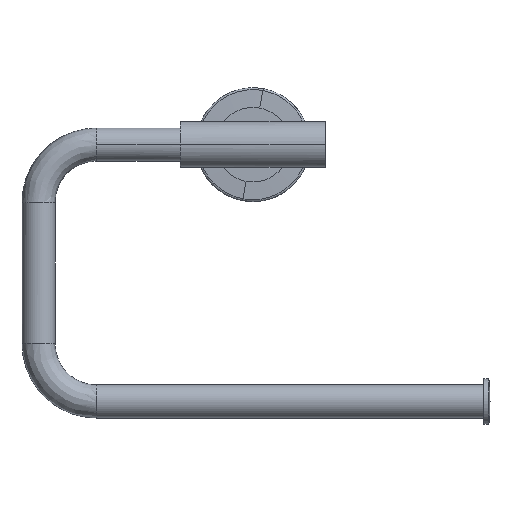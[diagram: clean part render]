
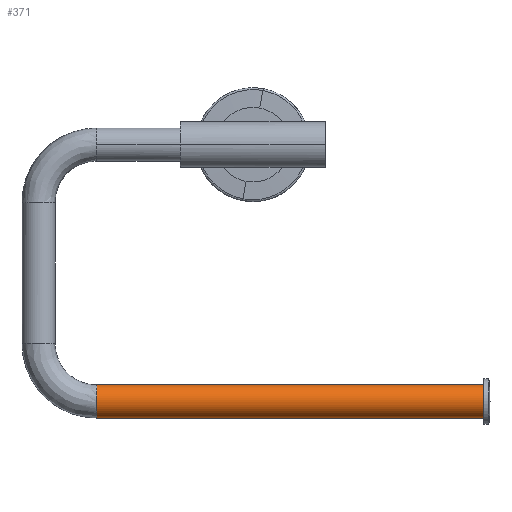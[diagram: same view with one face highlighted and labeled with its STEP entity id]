
A CAD part, front view. The second image highlights one B-rep face of the part: STEP entity #371.
In plain terms, the highlighted cylindrical face has radius 8 mm (diameter 16 mm), a partial arc.
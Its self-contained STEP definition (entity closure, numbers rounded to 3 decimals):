
#371=ADVANCED_FACE('',(#795),#6443,.T.);
#795=FACE_OUTER_BOUND('',#1247,.T.);
#1247=EDGE_LOOP('',(#2874,#2875,#2876,#2877));
#2874=ORIENTED_EDGE('',*,*,#4217,.F.);
#2875=ORIENTED_EDGE('',*,*,#4190,.F.);
#2876=ORIENTED_EDGE('',*,*,#4219,.F.);
#2877=ORIENTED_EDGE('',*,*,#4220,.T.);
#4190=EDGE_CURVE('',#5999,#6000,#5393,.T.);
#4217=EDGE_CURVE('',#6000,#6013,#4891,.T.);
#4219=EDGE_CURVE('',#6014,#5999,#4892,.T.);
#4220=EDGE_CURVE('',#6014,#6013,#5409,.T.);
#4891=B_SPLINE_CURVE_WITH_KNOTS('',1,(#18894,#18895),.UNSPECIFIED.,.F.,
 .F.,(2,2),(0.,187.),.UNSPECIFIED.);
#4892=B_SPLINE_CURVE_WITH_KNOTS('',1,(#18901,#18902),.UNSPECIFIED.,.F.,
 .F.,(2,2),(0.,187.),.UNSPECIFIED.);
#5393=(
BOUNDED_CURVE()
B_SPLINE_CURVE(2,(#18809,#18810,#18811,#18812,#18813),.UNSPECIFIED.,.F.,
 .F.)
B_SPLINE_CURVE_WITH_KNOTS((3,2,3),(0.,12.566,25.133),
 .UNSPECIFIED.)
CURVE()
GEOMETRIC_REPRESENTATION_ITEM()
RATIONAL_B_SPLINE_CURVE((1.,0.707,1.,0.707,1.))
REPRESENTATION_ITEM('')
);
#5409=(
BOUNDED_CURVE()
B_SPLINE_CURVE(2,(#18903,#18904,#18905,#18906,#18907),.UNSPECIFIED.,.F.,
 .F.)
B_SPLINE_CURVE_WITH_KNOTS((3,2,3),(0.,12.566,25.133),
 .UNSPECIFIED.)
CURVE()
GEOMETRIC_REPRESENTATION_ITEM()
RATIONAL_B_SPLINE_CURVE((1.,0.707,1.,0.707,1.))
REPRESENTATION_ITEM('')
);
#5999=VERTEX_POINT('',#18738);
#6000=VERTEX_POINT('',#18739);
#6013=VERTEX_POINT('',#18752);
#6014=VERTEX_POINT('',#18753);
#6443=CYLINDRICAL_SURFACE('',#6874,8.);
#6874=AXIS2_PLACEMENT_3D('',#18372,#7152,$);
#7152=DIRECTION('',(1.,0.,0.));
#18372=CARTESIAN_POINT('',(18.,-62.183,-124.));
#18738=CARTESIAN_POINT('',(-75.5,-62.183,-132.));
#18739=CARTESIAN_POINT('',(-75.5,-62.183,-116.));
#18752=CARTESIAN_POINT('',(111.5,-62.183,-116.));
#18753=CARTESIAN_POINT('',(111.5,-62.183,-132.));
#18809=CARTESIAN_POINT('',(-75.5,-62.183,-132.));
#18810=CARTESIAN_POINT('',(-75.5,-70.183,-132.));
#18811=CARTESIAN_POINT('',(-75.5,-70.183,-124.));
#18812=CARTESIAN_POINT('',(-75.5,-70.183,-116.));
#18813=CARTESIAN_POINT('',(-75.5,-62.183,-116.));
#18894=CARTESIAN_POINT('',(-75.5,-62.183,-116.));
#18895=CARTESIAN_POINT('',(111.5,-62.183,-116.));
#18901=CARTESIAN_POINT('',(111.5,-62.183,-132.));
#18902=CARTESIAN_POINT('',(-75.5,-62.183,-132.));
#18903=CARTESIAN_POINT('',(111.5,-62.183,-132.));
#18904=CARTESIAN_POINT('',(111.5,-70.183,-132.));
#18905=CARTESIAN_POINT('',(111.5,-70.183,-124.));
#18906=CARTESIAN_POINT('',(111.5,-70.183,-116.));
#18907=CARTESIAN_POINT('',(111.5,-62.183,-116.));
